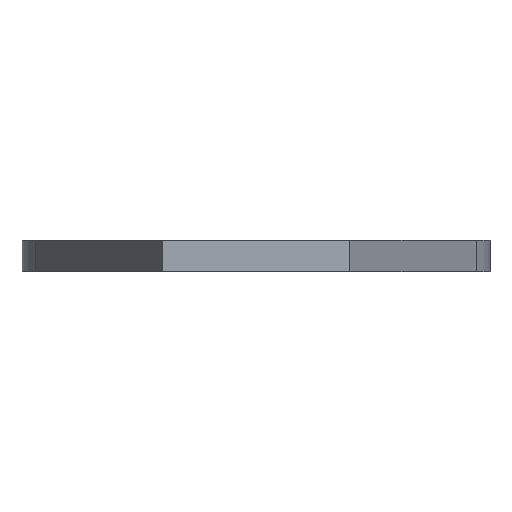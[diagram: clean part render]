
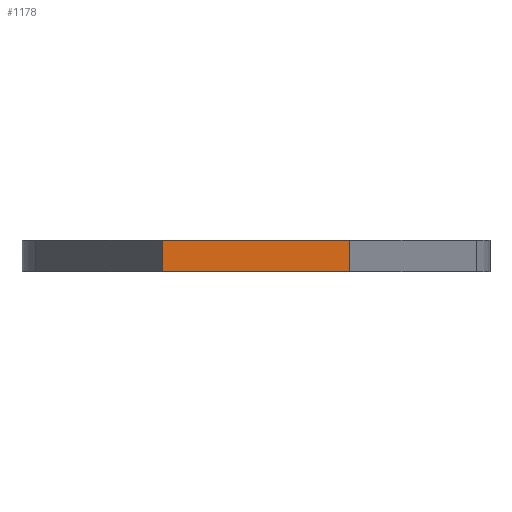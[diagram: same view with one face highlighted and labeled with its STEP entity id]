
A CAD part, front view. The second image highlights one B-rep face of the part: STEP entity #1178.
In plain terms, the highlighted planar face has unit normal (0, -1, 0).
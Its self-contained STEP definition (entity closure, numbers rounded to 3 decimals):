
#89 = ORIENTED_EDGE ( 'NONE', *, *, #657, .T. ) ;
#96 = LINE ( 'NONE', #1244, #477 ) ;
#98 = LINE ( 'NONE', #1030, #1103 ) ;
#208 = ORIENTED_EDGE ( 'NONE', *, *, #341, .T. ) ;
#213 = EDGE_CURVE ( 'NONE', #1127, #552, #1004, .T. ) ;
#341 = EDGE_CURVE ( 'NONE', #854, #445, #98, .T. ) ;
#421 = DIRECTION ( 'NONE',  ( 0., 0., -1. ) ) ;
#424 = EDGE_CURVE ( 'NONE', #854, #1127, #96, .T. ) ;
#445 = VERTEX_POINT ( 'NONE', #1065 ) ;
#465 = LINE ( 'NONE', #773, #635 ) ;
#477 = VECTOR ( 'NONE', #873, 1000. ) ;
#480 = DIRECTION ( 'NONE',  ( 1., 0., 0. ) ) ;
#482 = EDGE_LOOP ( 'NONE', ( #89, #1140, #581, #208 ) ) ;
#543 = DIRECTION ( 'NONE',  ( 0., 0., -1. ) ) ;
#552 = VERTEX_POINT ( 'NONE', #698 ) ;
#581 = ORIENTED_EDGE ( 'NONE', *, *, #424, .F. ) ;
#601 = DIRECTION ( 'NONE',  ( 0., 0., 1. ) ) ;
#632 = AXIS2_PLACEMENT_3D ( 'NONE', #980, #1198, #601 ) ;
#635 = VECTOR ( 'NONE', #480, 1000. ) ;
#657 = EDGE_CURVE ( 'NONE', #445, #552, #465, .T. ) ;
#698 = CARTESIAN_POINT ( 'NONE',  ( 15., -70., 0. ) ) ;
#723 = CARTESIAN_POINT ( 'NONE',  ( -15., -70., 5. ) ) ;
#773 = CARTESIAN_POINT ( 'NONE',  ( 0., -70., 0. ) ) ;
#819 = FACE_OUTER_BOUND ( 'NONE', #482, .T. ) ;
#827 = CARTESIAN_POINT ( 'NONE',  ( 15., -70., 5. ) ) ;
#854 = VERTEX_POINT ( 'NONE', #723 ) ;
#873 = DIRECTION ( 'NONE',  ( 1., 0., 0. ) ) ;
#875 = CARTESIAN_POINT ( 'NONE',  ( 15., -70., 5. ) ) ;
#980 = CARTESIAN_POINT ( 'NONE',  ( 0., -70., 5. ) ) ;
#995 = PLANE ( 'NONE',  #632 ) ;
#1004 = LINE ( 'NONE', #827, #1168 ) ;
#1030 = CARTESIAN_POINT ( 'NONE',  ( -15., -70., 5. ) ) ;
#1065 = CARTESIAN_POINT ( 'NONE',  ( -15., -70., 0. ) ) ;
#1103 = VECTOR ( 'NONE', #543, 1000. ) ;
#1127 = VERTEX_POINT ( 'NONE', #875 ) ;
#1140 = ORIENTED_EDGE ( 'NONE', *, *, #213, .F. ) ;
#1168 = VECTOR ( 'NONE', #421, 1000. ) ;
#1178 = ADVANCED_FACE ( 'NONE', ( #819 ), #995, .F. ) ;
#1198 = DIRECTION ( 'NONE',  ( 0., 1., 0. ) ) ;
#1244 = CARTESIAN_POINT ( 'NONE',  ( 0., -70., 5. ) ) ;
